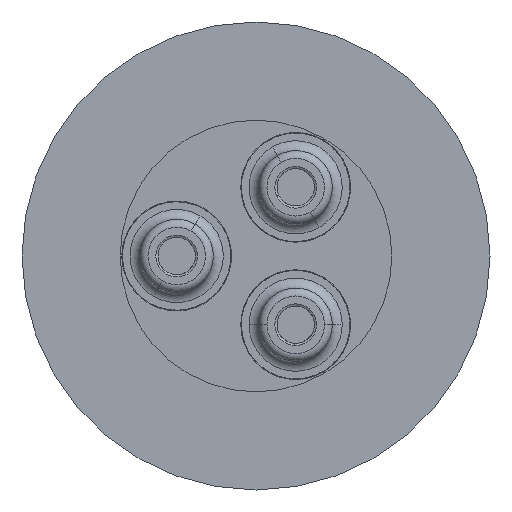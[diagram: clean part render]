
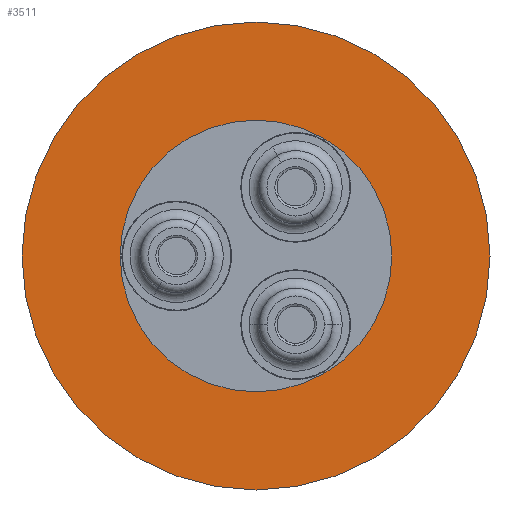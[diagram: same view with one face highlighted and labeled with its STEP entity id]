
A CAD part, front view. The second image highlights one B-rep face of the part: STEP entity #3511.
In plain terms, the highlighted planar face has unit normal (0, -1, 0).
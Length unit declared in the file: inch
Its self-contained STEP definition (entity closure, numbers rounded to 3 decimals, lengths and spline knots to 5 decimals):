
#107 = EDGE_CURVE ( 'NONE', #3939, #4443, #1645, .T. ) ;
#134 = EDGE_CURVE ( 'NONE', #4445, #3946, #1621, .T. ) ;
#138 = EDGE_CURVE ( 'NONE', #3946, #4445, #1615, .T. ) ;
#151 = EDGE_CURVE ( 'NONE', #4443, #3939, #1602, .T. ) ;
#1177 = CARTESIAN_POINT ( 'NONE',  ( 0.59, -0.1, 0. ) ) ;
#1183 = CARTESIAN_POINT ( 'NONE',  ( -0.3425, -0.1, 0. ) ) ;
#1338 = CARTESIAN_POINT ( 'NONE',  ( -0.59, -0.1, 0. ) ) ;
#1339 = CARTESIAN_POINT ( 'NONE',  ( 0.3425, -0.1, 0. ) ) ;
#1602 = CIRCLE ( 'NONE', #3665, 0.59 ) ;
#1615 = CIRCLE ( 'NONE', #3742, 0.3425 ) ;
#1621 = CIRCLE ( 'NONE', #3746, 0.3425 ) ;
#1645 = CIRCLE ( 'NONE', #3738, 0.59 ) ;
#1732 = EDGE_LOOP ( 'NONE', ( #4795, #4596 ) ) ;
#1754 = EDGE_LOOP ( 'NONE', ( #4667, #5050 ) ) ;
#2086 = CARTESIAN_POINT ( 'NONE',  ( 0., -0.1, 0. ) ) ;
#2126 = DIRECTION ( 'NONE',  ( 0., 1., 0. ) ) ;
#2127 = CARTESIAN_POINT ( 'NONE',  ( 0., -0.1, 0. ) ) ;
#2163 = DIRECTION ( 'NONE',  ( 1., 0., 0. ) ) ;
#2166 = DIRECTION ( 'NONE',  ( 0., 1., 0. ) ) ;
#2167 = DIRECTION ( 'NONE',  ( 1., 0., 0. ) ) ;
#2358 = CARTESIAN_POINT ( 'NONE',  ( 0., -0.1, 0. ) ) ;
#2359 = DIRECTION ( 'NONE',  ( 0., 1., 0. ) ) ;
#2360 = DIRECTION ( 'NONE',  ( 1., 0., 0. ) ) ;
#2422 = DIRECTION ( 'NONE',  ( 1., 0., 0. ) ) ;
#2423 = DIRECTION ( 'NONE',  ( 0., 1., 0. ) ) ;
#2424 = CARTESIAN_POINT ( 'NONE',  ( 0., -0.1, 0. ) ) ;
#2549 = PLANE ( 'NONE',  #4492 ) ;
#2550 = CARTESIAN_POINT ( 'NONE',  ( 0., -0.1, 0. ) ) ;
#2554 = DIRECTION ( 'NONE',  ( 0., -1., 0. ) ) ;
#2556 = DIRECTION ( 'NONE',  ( -1., 0., 0. ) ) ;
#2867 = FACE_BOUND ( 'NONE', #1732, .T. ) ;
#2868 = FACE_OUTER_BOUND ( 'NONE', #1754, .T. ) ;
#3511 = ADVANCED_FACE ( 'NONE', ( #2867, #2868 ), #2549, .T. ) ;
#3665 = AXIS2_PLACEMENT_3D ( 'NONE', #2127, #2126, #2167 ) ;
#3738 = AXIS2_PLACEMENT_3D ( 'NONE', #2358, #2359, #2360 ) ;
#3742 = AXIS2_PLACEMENT_3D ( 'NONE', #2424, #2423, #2422 ) ;
#3746 = AXIS2_PLACEMENT_3D ( 'NONE', #2086, #2166, #2163 ) ;
#3939 = VERTEX_POINT ( 'NONE', #1177 ) ;
#3946 = VERTEX_POINT ( 'NONE', #1183 ) ;
#4443 = VERTEX_POINT ( 'NONE', #1338 ) ;
#4445 = VERTEX_POINT ( 'NONE', #1339 ) ;
#4492 = AXIS2_PLACEMENT_3D ( 'NONE', #2550, #2554, #2556 ) ;
#4596 = ORIENTED_EDGE ( 'NONE', *, *, #138, .T. ) ;
#4667 = ORIENTED_EDGE ( 'NONE', *, *, #107, .F. ) ;
#4795 = ORIENTED_EDGE ( 'NONE', *, *, #134, .T. ) ;
#5050 = ORIENTED_EDGE ( 'NONE', *, *, #151, .F. ) ;
